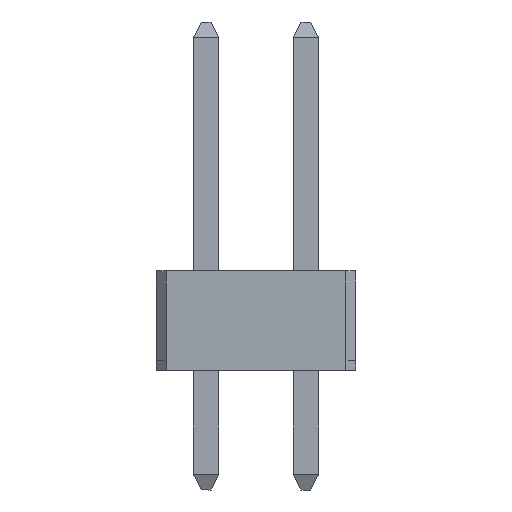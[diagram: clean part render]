
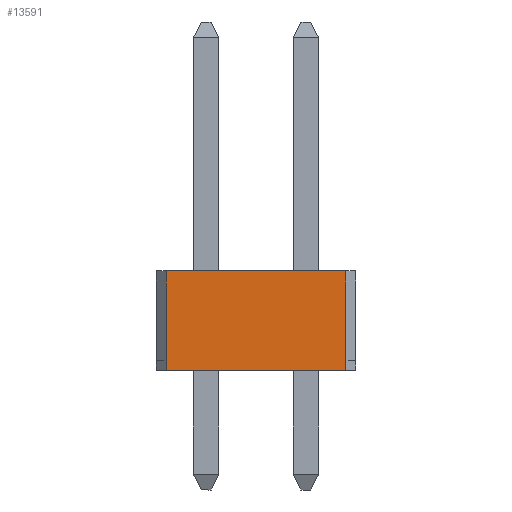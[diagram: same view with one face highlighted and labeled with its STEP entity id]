
A CAD part, left-side view. The second image highlights one B-rep face of the part: STEP entity #13591.
In plain terms, the highlighted planar face has unit normal (-1, 0, 0).
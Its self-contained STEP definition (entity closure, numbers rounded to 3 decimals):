
#112=FACE_OUTER_BOUND('',#944,.T.);
#944=EDGE_LOOP('',(#8847,#8848,#8849,#8850));
#1835=LINE('',#18857,#3749);
#1944=LINE('',#19091,#3858);
#1945=LINE('',#19094,#3859);
#1946=LINE('',#19095,#3860);
#3749=VECTOR('',#15268,4.572);
#3858=VECTOR('',#15415,2.54);
#3859=VECTOR('',#15418,4.572);
#3860=VECTOR('',#15419,2.54);
#5662=VERTEX_POINT('',#18854);
#5663=VERTEX_POINT('',#18856);
#5769=VERTEX_POINT('',#19089);
#5770=VERTEX_POINT('',#19093);
#6819=EDGE_CURVE('',#5663,#5662,#1835,.T.);
#6928=EDGE_CURVE('',#5662,#5769,#1944,.T.);
#6929=EDGE_CURVE('',#5770,#5769,#1945,.T.);
#6930=EDGE_CURVE('',#5663,#5770,#1946,.T.);
#8847=ORIENTED_EDGE('',*,*,#6819,.T.);
#8848=ORIENTED_EDGE('',*,*,#6928,.T.);
#8849=ORIENTED_EDGE('',*,*,#6929,.F.);
#8850=ORIENTED_EDGE('',*,*,#6930,.F.);
#12574=PLANE('',#14438);
#13591=ADVANCED_FACE('',(#112),#12574,.T.);
#14438=AXIS2_PLACEMENT_3D('',#19092,#15416,#15417);
#15268=DIRECTION('',(0.,0.,1.));
#15415=DIRECTION('',(0.,1.,0.));
#15416=DIRECTION('center_axis',(-1.,0.,0.));
#15417=DIRECTION('ref_axis',(0.,0.,1.));
#15418=DIRECTION('',(0.,0.,1.));
#15419=DIRECTION('',(0.,1.,0.));
#18854=CARTESIAN_POINT('',(-1.27,0.,2.286));
#18856=CARTESIAN_POINT('',(-1.27,0.,-2.286));
#18857=CARTESIAN_POINT('',(-1.27,0.,-2.286));
#19089=CARTESIAN_POINT('',(-1.27,2.54,2.286));
#19091=CARTESIAN_POINT('',(-1.27,0.,2.286));
#19092=CARTESIAN_POINT('Origin',(-1.27,0.,-2.286));
#19093=CARTESIAN_POINT('',(-1.27,2.54,-2.286));
#19094=CARTESIAN_POINT('',(-1.27,2.54,-2.286));
#19095=CARTESIAN_POINT('',(-1.27,0.,-2.286));
